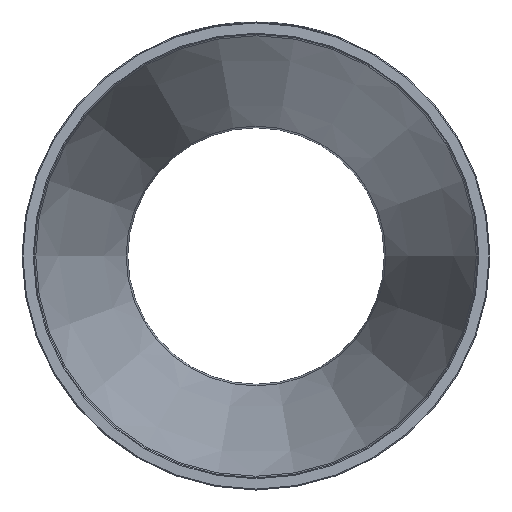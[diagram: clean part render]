
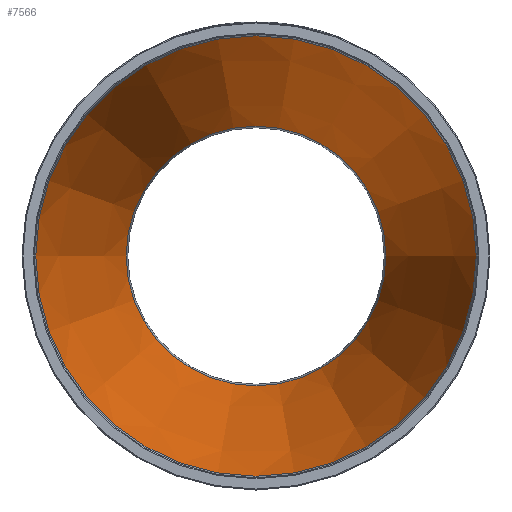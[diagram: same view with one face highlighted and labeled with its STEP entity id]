
A CAD part, left-side view. The second image highlights one B-rep face of the part: STEP entity #7566.
In plain terms, the highlighted conical face has half-angle 14.931 degrees and reference radius 23.749 mm.
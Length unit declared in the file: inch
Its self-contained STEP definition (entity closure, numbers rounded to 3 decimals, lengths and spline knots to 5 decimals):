
#13=CONICAL_SURFACE('',#7972,0.935,14.931);
#96=FACE_BOUND('',#1351,.T.);
#886=FACE_OUTER_BOUND('',#1350,.T.);
#1350=EDGE_LOOP('',(#7077));
#1351=EDGE_LOOP('',(#7078));
#1524=CIRCLE('',#7971,1.17656);
#1525=CIRCLE('',#7973,0.69344);
#3714=VERTEX_POINT('',#17012);
#3715=VERTEX_POINT('',#17015);
#4837=EDGE_CURVE('',#3714,#3714,#1524,.T.);
#4838=EDGE_CURVE('',#3715,#3715,#1525,.T.);
#7077=ORIENTED_EDGE('',*,*,#4838,.F.);
#7078=ORIENTED_EDGE('',*,*,#4837,.F.);
#7566=ADVANCED_FACE('',(#886,#96),#13,.F.);
#7971=AXIS2_PLACEMENT_3D('',#17013,#9285,#9286);
#7972=AXIS2_PLACEMENT_3D('',#17014,#9287,#9288);
#7973=AXIS2_PLACEMENT_3D('',#17016,#9289,#9290);
#9285=DIRECTION('center_axis',(1.,0.,0.));
#9286=DIRECTION('ref_axis',(0.,-1.,0.));
#9287=DIRECTION('center_axis',(-1.,0.,0.));
#9288=DIRECTION('ref_axis',(0.,1.,0.));
#9289=DIRECTION('center_axis',(-1.,0.,0.));
#9290=DIRECTION('ref_axis',(0.,-1.,0.));
#17012=CARTESIAN_POINT('',(0.40665,1.17656,0.));
#17013=CARTESIAN_POINT('Origin',(0.40665,0.,0.));
#17014=CARTESIAN_POINT('Origin',(1.3125,0.,0.));
#17015=CARTESIAN_POINT('',(2.21835,0.69344,0.));
#17016=CARTESIAN_POINT('Origin',(2.21835,0.,0.));
